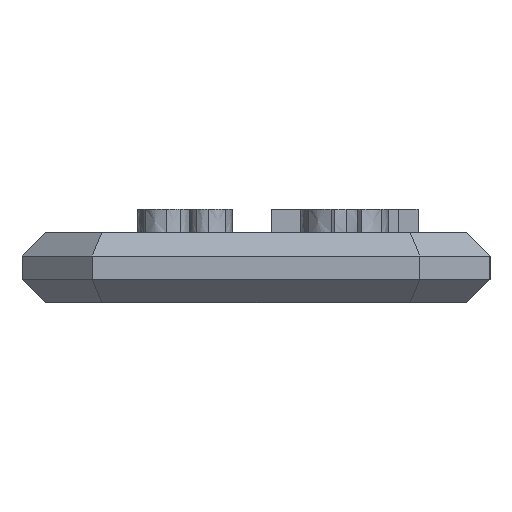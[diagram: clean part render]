
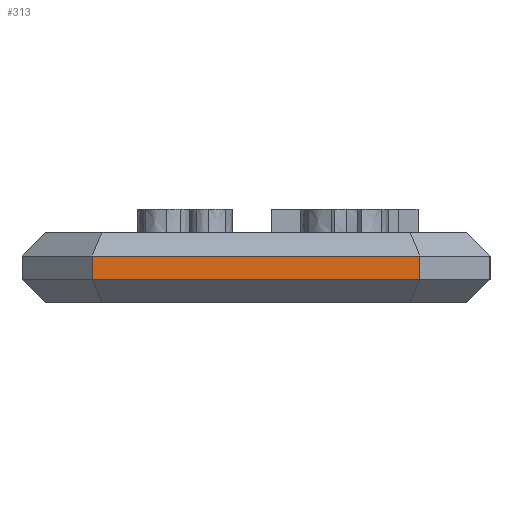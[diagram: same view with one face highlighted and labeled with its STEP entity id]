
A CAD part, left-side view. The second image highlights one B-rep face of the part: STEP entity #313.
In plain terms, the highlighted planar face has unit normal (-1, 0, 0).
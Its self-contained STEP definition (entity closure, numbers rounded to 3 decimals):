
#313=ADVANCED_FACE('',(#2191),#2193,.T.);
#2191=FACE_BOUND('',#2192,.T.);
#2192=EDGE_LOOP('',(#5071,#5072,#5073,#5074));
#2193=PLANE('',#2194);
#2194=AXIS2_PLACEMENT_3D('',#2195,#2196,#2197);
#2195=CARTESIAN_POINT('',(-30.,10.,0.));
#2196=DIRECTION('',(-1.,0.,0.));
#2197=DIRECTION('',(0.,-1.,0.));
#5071=ORIENTED_EDGE('',*,*,#6611,.T.);
#5072=ORIENTED_EDGE('',*,*,#7129,.T.);
#5073=ORIENTED_EDGE('',*,*,#6636,.F.);
#5074=ORIENTED_EDGE('',*,*,#7130,.F.);
#6611=EDGE_CURVE('',#8046,#8047,#8048,.T.);
#6636=EDGE_CURVE('',#8081,#8084,#8085,.T.);
#7129=EDGE_CURVE('',#8047,#8084,#8823,.T.);
#7130=EDGE_CURVE('',#8046,#8081,#8824,.T.);
#8046=VERTEX_POINT('',#10524);
#8047=VERTEX_POINT('',#10525);
#8048=LINE('',#10526,#10527);
#8081=VERTEX_POINT('',#10605);
#8084=VERTEX_POINT('',#10612);
#8085=LINE('',#10613,#10614);
#8823=LINE('',#12337,#12338);
#8824=LINE('',#12340,#12341);
#10524=CARTESIAN_POINT('',(-30.,7.,1.));
#10525=CARTESIAN_POINT('',(-30.,-7.,1.));
#10526=CARTESIAN_POINT('',(-30.,7.,1.));
#10527=VECTOR('',#10528,1.);
#10528=DIRECTION('',(0.,-1.,0.));
#10605=CARTESIAN_POINT('',(-30.,7.,2.));
#10612=CARTESIAN_POINT('',(-30.,-7.,2.));
#10613=CARTESIAN_POINT('',(-30.,7.,2.));
#10614=VECTOR('',#10615,1.);
#10615=DIRECTION('',(0.,-1.,0.));
#12337=CARTESIAN_POINT('',(-30.,-7.,1.));
#12338=VECTOR('',#12339,1.);
#12339=DIRECTION('',(0.,0.,1.));
#12340=CARTESIAN_POINT('',(-30.,7.,1.));
#12341=VECTOR('',#12342,1.);
#12342=DIRECTION('',(0.,0.,1.));
